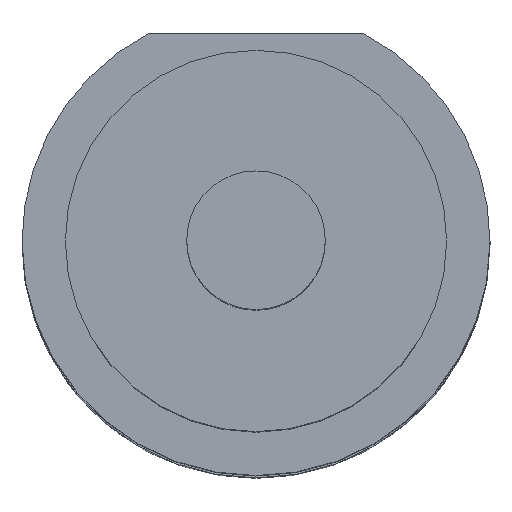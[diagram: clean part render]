
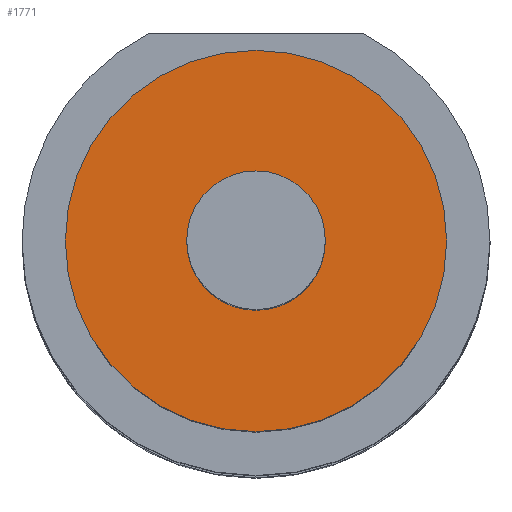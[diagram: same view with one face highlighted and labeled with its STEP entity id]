
A CAD part, top view. The second image highlights one B-rep face of the part: STEP entity #1771.
In plain terms, the highlighted planar face has unit normal (0, 0, 1).
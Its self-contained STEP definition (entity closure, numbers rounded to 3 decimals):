
#21 = DIRECTION ( 'NONE',  ( 1., 0., 0. ) ) ;
#31 = VERTEX_POINT ( 'NONE', #318 ) ;
#41 = CIRCLE ( 'NONE', #283, 4. ) ;
#72 = FACE_BOUND ( 'NONE', #1609, .T. ) ;
#180 = CARTESIAN_POINT ( 'NONE',  ( 0., 0., 35.5 ) ) ;
#194 = EDGE_CURVE ( 'NONE', #1425, #1344, #1452, .T. ) ;
#204 = DIRECTION ( 'NONE',  ( 0., 0., 1. ) ) ;
#283 = AXIS2_PLACEMENT_3D ( 'NONE', #592, #204, #1965 ) ;
#318 = CARTESIAN_POINT ( 'NONE',  ( -4., 0., 35.5 ) ) ;
#358 = PLANE ( 'NONE',  #1659 ) ;
#419 = AXIS2_PLACEMENT_3D ( 'NONE', #738, #918, #21 ) ;
#433 = CARTESIAN_POINT ( 'NONE',  ( 11., 0., 35.5 ) ) ;
#448 = CARTESIAN_POINT ( 'NONE',  ( 4., 0., 35.5 ) ) ;
#514 = EDGE_CURVE ( 'NONE', #1344, #1425, #874, .T. ) ;
#537 = DIRECTION ( 'NONE',  ( 0., 0., -1. ) ) ;
#592 = CARTESIAN_POINT ( 'NONE',  ( 0., 0., 35.5 ) ) ;
#625 = DIRECTION ( 'NONE',  ( 0., 0., -1. ) ) ;
#715 = ORIENTED_EDGE ( 'NONE', *, *, #1135, .F. ) ;
#738 = CARTESIAN_POINT ( 'NONE',  ( 0., 0., 35.5 ) ) ;
#767 = ORIENTED_EDGE ( 'NONE', *, *, #514, .F. ) ;
#874 = CIRCLE ( 'NONE', #1091, 11. ) ;
#918 = DIRECTION ( 'NONE',  ( 0., 0., 1. ) ) ;
#1091 = AXIS2_PLACEMENT_3D ( 'NONE', #1111, #1448, #2138 ) ;
#1111 = CARTESIAN_POINT ( 'NONE',  ( 0., 0., 35.5 ) ) ;
#1135 = EDGE_CURVE ( 'NONE', #31, #1358, #1470, .T. ) ;
#1211 = ORIENTED_EDGE ( 'NONE', *, *, #1846, .F. ) ;
#1344 = VERTEX_POINT ( 'NONE', #433 ) ;
#1358 = VERTEX_POINT ( 'NONE', #448 ) ;
#1425 = VERTEX_POINT ( 'NONE', #2155 ) ;
#1448 = DIRECTION ( 'NONE',  ( 0., 0., -1. ) ) ;
#1452 = CIRCLE ( 'NONE', #1599, 11. ) ;
#1470 = CIRCLE ( 'NONE', #419, 4. ) ;
#1559 = FACE_OUTER_BOUND ( 'NONE', #2054, .T. ) ;
#1587 = DIRECTION ( 'NONE',  ( -1., 0., 0. ) ) ;
#1599 = AXIS2_PLACEMENT_3D ( 'NONE', #1684, #625, #2019 ) ;
#1609 = EDGE_LOOP ( 'NONE', ( #1211, #715 ) ) ;
#1623 = ORIENTED_EDGE ( 'NONE', *, *, #194, .F. ) ;
#1659 = AXIS2_PLACEMENT_3D ( 'NONE', #180, #537, #1587 ) ;
#1684 = CARTESIAN_POINT ( 'NONE',  ( 0., 0., 35.5 ) ) ;
#1771 = ADVANCED_FACE ( 'NONE', ( #72, #1559 ), #358, .F. ) ;
#1846 = EDGE_CURVE ( 'NONE', #1358, #31, #41, .T. ) ;
#1965 = DIRECTION ( 'NONE',  ( 1., 0., 0. ) ) ;
#2019 = DIRECTION ( 'NONE',  ( 1., 0., 0. ) ) ;
#2054 = EDGE_LOOP ( 'NONE', ( #767, #1623 ) ) ;
#2138 = DIRECTION ( 'NONE',  ( 1., 0., 0. ) ) ;
#2155 = CARTESIAN_POINT ( 'NONE',  ( -11., 0., 35.5 ) ) ;
